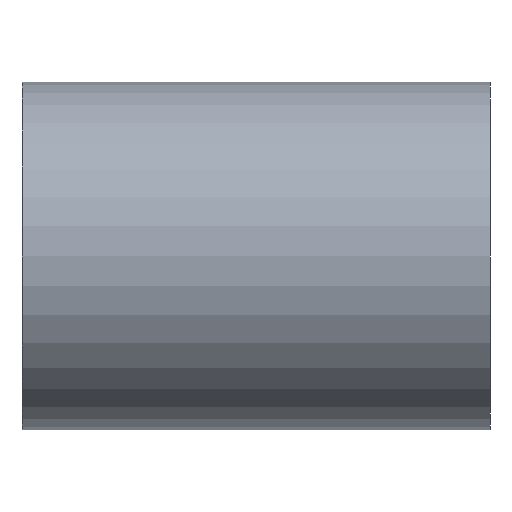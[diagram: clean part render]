
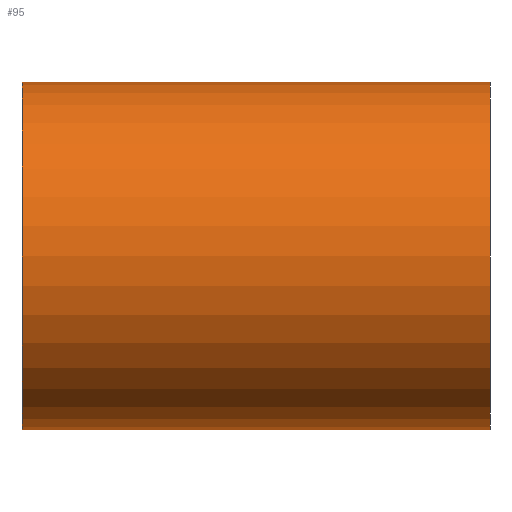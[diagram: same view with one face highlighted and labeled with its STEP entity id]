
A CAD part, front view. The second image highlights one B-rep face of the part: STEP entity #95.
In plain terms, the highlighted cylindrical face has radius 13 mm (diameter 26 mm), a full revolution.
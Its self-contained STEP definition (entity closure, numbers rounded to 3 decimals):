
#19=FACE_BOUND($,#38,.T.);
#29=FACE_OUTER_BOUND($,#37,.T.);
#37=EDGE_LOOP($,(#77));
#38=EDGE_LOOP($,(#78));
#53=CIRCLE($,#111,13.);
#54=CIRCLE($,#112,13.);
#61=VERTEX_POINT($,#166);
#62=VERTEX_POINT($,#168);
#69=EDGE_CURVE($,#61,#61,#53,.T.);
#70=EDGE_CURVE($,#62,#62,#54,.T.);
#77=ORIENTED_EDGE($,*,*,#69,.T.);
#78=ORIENTED_EDGE($,*,*,#70,.F.);
#91=CYLINDRICAL_SURFACE($,#110,13.);
#95=ADVANCED_FACE($,(#29,#19),#91,.T.);
#110=AXIS2_PLACEMENT_3D($,#165,#134,#135);
#111=AXIS2_PLACEMENT_3D($,#167,#136,#137);
#112=AXIS2_PLACEMENT_3D($,#169,#138,#139);
#134=DIRECTION('center_axis',(-1.,0.,0.));
#135=DIRECTION('ref_axis',(0.,1.,0.));
#136=DIRECTION('center_axis',(-1.,0.,0.));
#137=DIRECTION('ref_axis',(0.,1.,0.));
#138=DIRECTION('center_axis',(-1.,0.,0.));
#139=DIRECTION('ref_axis',(0.,1.,0.));
#165=CARTESIAN_POINT('Origin',(0.,0.,
0.));
#166=CARTESIAN_POINT('',(17.5,-13.,0.));
#167=CARTESIAN_POINT('Origin',(17.5,0.,0.));
#168=CARTESIAN_POINT('',(-17.5,-13.,0.));
#169=CARTESIAN_POINT('Origin',(-17.5,0.,
0.));
